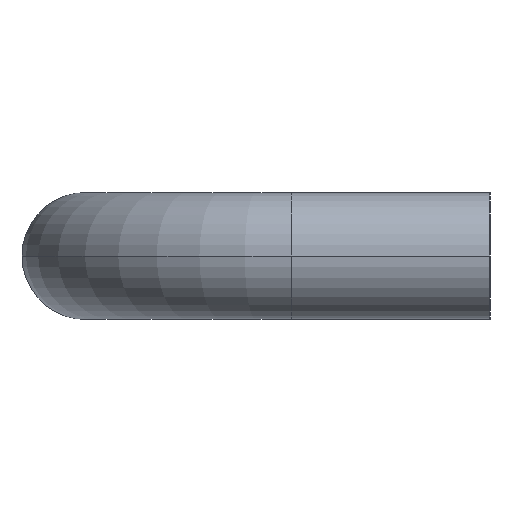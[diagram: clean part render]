
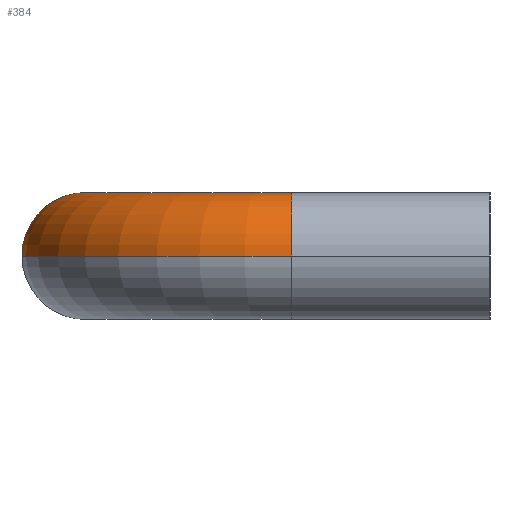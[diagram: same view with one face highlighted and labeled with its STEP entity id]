
A CAD part, left-side view. The second image highlights one B-rep face of the part: STEP entity #384.
In plain terms, the highlighted toroidal (fillet/blend) face has major radius 26 mm and minor radius 8 mm.
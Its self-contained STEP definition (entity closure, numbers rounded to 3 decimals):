
#184=VERTEX_POINT('',#496);
#250=EDGE_CURVE('',#400,#418,#573,.T.);
#308=VERTEX_POINT('',#636);
#366=EDGE_CURVE('',#424,#184,#700,.T.);
#384=ADVANCED_FACE('',(#721),#722,.T.);
#400=VERTEX_POINT('',#739);
#404=EDGE_CURVE('',#424,#418,#743,.T.);
#418=VERTEX_POINT('',#759);
#424=VERTEX_POINT('',#765);
#426=EDGE_CURVE('',#184,#308,#767,.T.);
#460=EDGE_CURVE('',#400,#308,#807,.T.);
#496=CARTESIAN_POINT('',(26.0,51.0,8.0));
#573=CIRCLE('',#941,8.0);
#636=CARTESIAN_POINT('',(26.0,59.0,0.));
#700=CIRCLE('',#1105,8.0);
#721=FACE_OUTER_BOUND('',#1132,.T.);
#722=TOROIDAL_SURFACE('',#1133,26.0,8.0);
#739=CARTESIAN_POINT('',(-8.0,25.0,0.));
#743=CIRCLE('',#1162,18.0);
#759=CARTESIAN_POINT('',(8.0,25.0,0.0));
#765=CARTESIAN_POINT('',(26.0,43.0,0.));
#767=CIRCLE('',#1191,8.0);
#807=CIRCLE('',#1240,34.0);
#941=AXIS2_PLACEMENT_3D('',#1388,#1389,#1390);
#1105=AXIS2_PLACEMENT_3D('',#1524,#1525,#1526);
#1132=EDGE_LOOP('',(#1565,#1566,#1567,#1568,#1569));
#1133=AXIS2_PLACEMENT_3D('',#1570,#1571,#1572);
#1162=AXIS2_PLACEMENT_3D('',#1589,#1590,#1591);
#1191=AXIS2_PLACEMENT_3D('',#1622,#1623,#1624);
#1240=AXIS2_PLACEMENT_3D('',#1673,#1674,#1675);
#1388=CARTESIAN_POINT('',(0.0,25.0,0.0));
#1389=DIRECTION('',(-0.0,1.0,0.0));
#1390=DIRECTION('',(1.0,0.0,0.0));
#1524=CARTESIAN_POINT('',(26.0,51.0,0.));
#1525=DIRECTION('',(-1.0,0.0,0.));
#1526=DIRECTION('',(0.0,1.0,0.0));
#1565=ORIENTED_EDGE('',*,*,#460,.F.);
#1566=ORIENTED_EDGE('',*,*,#250,.T.);
#1567=ORIENTED_EDGE('',*,*,#404,.F.);
#1568=ORIENTED_EDGE('',*,*,#366,.T.);
#1569=ORIENTED_EDGE('',*,*,#426,.T.);
#1570=CARTESIAN_POINT('',(26.0,25.0,0.));
#1571=DIRECTION('',(0.,0.0,-1.0));
#1572=DIRECTION('',(-1.0,0.0,0.));
#1589=CARTESIAN_POINT('',(26.0,25.0,0.));
#1590=DIRECTION('',(0.,-0.0,1.0));
#1591=DIRECTION('',(-1.0,0.0,0.));
#1622=CARTESIAN_POINT('',(26.0,51.0,0.));
#1623=DIRECTION('',(-1.0,0.0,0.));
#1624=DIRECTION('',(0.0,1.0,0.0));
#1673=CARTESIAN_POINT('',(26.0,25.0,0.));
#1674=DIRECTION('',(0.,0.0,-1.0));
#1675=DIRECTION('',(-1.0,0.0,0.));
